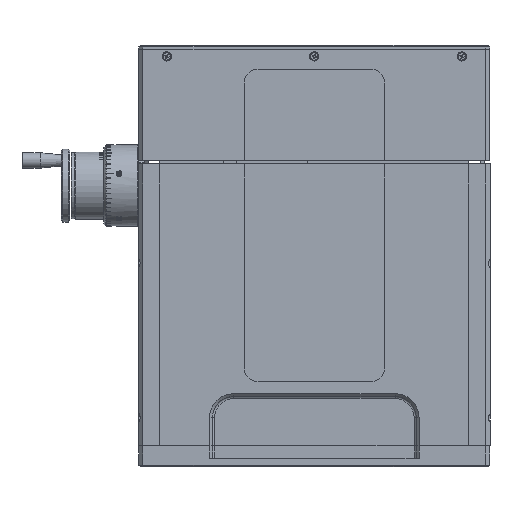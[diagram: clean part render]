
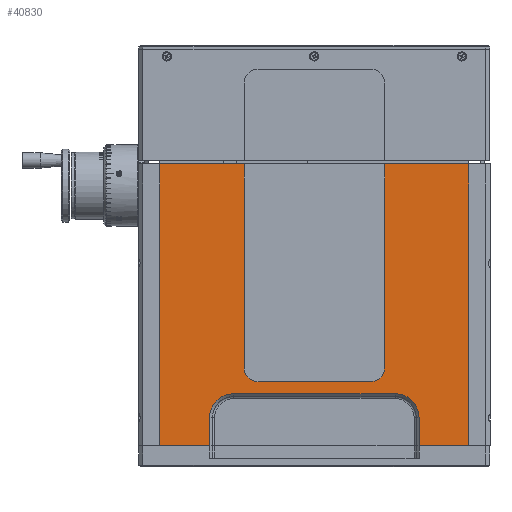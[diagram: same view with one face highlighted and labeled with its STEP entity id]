
A CAD part, left-side view. The second image highlights one B-rep face of the part: STEP entity #40830.
In plain terms, the highlighted planar face has unit normal (-1, 0, 0).
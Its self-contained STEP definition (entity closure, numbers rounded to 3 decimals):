
#574 = CARTESIAN_POINT ( 'NONE',  ( -160., 50., 215.5 ) ) ;
#620 = VECTOR ( 'NONE', #60595, 1000. ) ;
#982 = CARTESIAN_POINT ( 'NONE',  ( -160., 110., 215.5 ) ) ;
#2782 = DIRECTION ( 'NONE',  ( 0., 0., 1. ) ) ;
#2870 = ORIENTED_EDGE ( 'NONE', *, *, #44870, .F. ) ;
#3042 = LINE ( 'NONE', #574, #52179 ) ;
#3186 = LINE ( 'NONE', #52393, #21751 ) ;
#3227 = PLANE ( 'NONE',  #24240 ) ;
#3316 = EDGE_CURVE ( 'NONE', #31749, #14154, #59927, .T. ) ;
#3643 = CARTESIAN_POINT ( 'NONE',  ( -160., 110., 215.5 ) ) ;
#3812 = AXIS2_PLACEMENT_3D ( 'NONE', #48295, #19864, #10845 ) ;
#4970 = ORIENTED_EDGE ( 'NONE', *, *, #7316, .T. ) ;
#5106 = EDGE_CURVE ( 'NONE', #51794, #29979, #44608, .T. ) ;
#6499 = CARTESIAN_POINT ( 'NONE',  ( -160., 110., 15. ) ) ;
#6844 = CARTESIAN_POINT ( 'NONE',  ( -160., -74.5, 149. ) ) ;
#7056 = VERTEX_POINT ( 'NONE', #50779 ) ;
#7288 = ORIENTED_EDGE ( 'NONE', *, *, #17166, .F. ) ;
#7316 = EDGE_CURVE ( 'NONE', #32080, #32822, #49632, .T. ) ;
#8367 = CARTESIAN_POINT ( 'NONE',  ( -160., 110., 15. ) ) ;
#8587 = DIRECTION ( 'NONE',  ( 0., 1., 0. ) ) ;
#9268 = ORIENTED_EDGE ( 'NONE', *, *, #49661, .T. ) ;
#9387 = LINE ( 'NONE', #19827, #22750 ) ;
#9580 = DIRECTION ( 'NONE',  ( 0., -1., 0. ) ) ;
#9985 = VECTOR ( 'NONE', #50803, 1000. ) ;
#10593 = ORIENTED_EDGE ( 'NONE', *, *, #55397, .T. ) ;
#10845 = DIRECTION ( 'NONE',  ( 0., 0., 1. ) ) ;
#11246 = DIRECTION ( 'NONE',  ( 0., 1., 0. ) ) ;
#12819 = ORIENTED_EDGE ( 'NONE', *, *, #23849, .F. ) ;
#13156 = ORIENTED_EDGE ( 'NONE', *, *, #58463, .F. ) ;
#13984 = DIRECTION ( 'NONE',  ( 0., 0., 1. ) ) ;
#14154 = VERTEX_POINT ( 'NONE', #19882 ) ;
#14758 = ORIENTED_EDGE ( 'NONE', *, *, #5106, .F. ) ;
#14875 = CARTESIAN_POINT ( 'NONE',  ( -160., -40., 70.5 ) ) ;
#16247 = CARTESIAN_POINT ( 'NONE',  ( -160., -50., 215.5 ) ) ;
#17166 = EDGE_CURVE ( 'NONE', #58717, #50670, #20563, .T. ) ;
#18327 = CARTESIAN_POINT ( 'NONE',  ( -160., -74.5, 15. ) ) ;
#19827 = CARTESIAN_POINT ( 'NONE',  ( -160., 74.5, 149. ) ) ;
#19864 = DIRECTION ( 'NONE',  ( 1., 0., 0. ) ) ;
#19882 = CARTESIAN_POINT ( 'NONE',  ( -160., 110., 15. ) ) ;
#19897 = LINE ( 'NONE', #52645, #56236 ) ;
#20250 = ORIENTED_EDGE ( 'NONE', *, *, #37700, .T. ) ;
#20563 = LINE ( 'NONE', #8367, #45841 ) ;
#21612 = ORIENTED_EDGE ( 'NONE', *, *, #44192, .F. ) ;
#21751 = VECTOR ( 'NONE', #47189, 1000. ) ;
#22037 = ORIENTED_EDGE ( 'NONE', *, *, #49529, .T. ) ;
#22195 = CARTESIAN_POINT ( 'NONE',  ( -160., 57.5, 35. ) ) ;
#22750 = VECTOR ( 'NONE', #57998, 1000. ) ;
#23542 = CARTESIAN_POINT ( 'NONE',  ( -160., 110., 283. ) ) ;
#23849 = EDGE_CURVE ( 'NONE', #32080, #30524, #19897, .T. ) ;
#24240 = AXIS2_PLACEMENT_3D ( 'NONE', #60401, #31724, #46288 ) ;
#24755 = VECTOR ( 'NONE', #54606, 1000. ) ;
#25124 = VECTOR ( 'NONE', #30173, 1000. ) ;
#26736 = CARTESIAN_POINT ( 'NONE',  ( -160., -57.5, 35. ) ) ;
#28618 = LINE ( 'NONE', #58737, #9985 ) ;
#28911 = DIRECTION ( 'NONE',  ( 0., -1., 0. ) ) ;
#29979 = VERTEX_POINT ( 'NONE', #32017 ) ;
#30173 = DIRECTION ( 'NONE',  ( 0., 0., 1. ) ) ;
#30262 = VERTEX_POINT ( 'NONE', #982 ) ;
#30524 = VERTEX_POINT ( 'NONE', #42196 ) ;
#31724 = DIRECTION ( 'NONE',  ( 1., 0., 0. ) ) ;
#31749 = VERTEX_POINT ( 'NONE', #41925 ) ;
#31894 = DIRECTION ( 'NONE',  ( 1., 0., 0. ) ) ;
#32017 = CARTESIAN_POINT ( 'NONE',  ( -160., -110., 215.5 ) ) ;
#32034 = AXIS2_PLACEMENT_3D ( 'NONE', #22195, #60855, #32367 ) ;
#32080 = VERTEX_POINT ( 'NONE', #34788 ) ;
#32367 = DIRECTION ( 'NONE',  ( 0., 0., 1. ) ) ;
#32822 = VERTEX_POINT ( 'NONE', #54116 ) ;
#33172 = EDGE_CURVE ( 'NONE', #60816, #32822, #3042, .T. ) ;
#34788 = CARTESIAN_POINT ( 'NONE',  ( -160., 40., 60.5 ) ) ;
#36336 = VECTOR ( 'NONE', #13984, 1000. ) ;
#36495 = VERTEX_POINT ( 'NONE', #42445 ) ;
#37700 = EDGE_CURVE ( 'NONE', #7056, #58120, #57902, .T. ) ;
#37779 = LINE ( 'NONE', #16247, #25124 ) ;
#38521 = EDGE_CURVE ( 'NONE', #50450, #46506, #48757, .T. ) ;
#40830 = ADVANCED_FACE ( 'NONE', ( #52751 ), #3227, .F. ) ;
#41006 = CARTESIAN_POINT ( 'NONE',  ( -160., 74.5, 35. ) ) ;
#41090 = ORIENTED_EDGE ( 'NONE', *, *, #38521, .T. ) ;
#41193 = AXIS2_PLACEMENT_3D ( 'NONE', #26736, #31894, #2782 ) ;
#41925 = CARTESIAN_POINT ( 'NONE',  ( -160., 74.5, 15. ) ) ;
#42196 = CARTESIAN_POINT ( 'NONE',  ( -160., -40., 60.5 ) ) ;
#42445 = CARTESIAN_POINT ( 'NONE',  ( -160., -50., 70.5 ) ) ;
#44192 = EDGE_CURVE ( 'NONE', #30262, #60816, #57763, .T. ) ;
#44362 = CARTESIAN_POINT ( 'NONE',  ( -160., -50., 215.5 ) ) ;
#44396 = VECTOR ( 'NONE', #11246, 1000. ) ;
#44608 = LINE ( 'NONE', #3643, #620 ) ;
#44870 = EDGE_CURVE ( 'NONE', #29979, #58717, #28618, .T. ) ;
#45166 = VECTOR ( 'NONE', #28911, 1000. ) ;
#45841 = VECTOR ( 'NONE', #8587, 1000. ) ;
#46288 = DIRECTION ( 'NONE',  ( 0., 0., 1. ) ) ;
#46506 = VERTEX_POINT ( 'NONE', #49913 ) ;
#47189 = DIRECTION ( 'NONE',  ( 0., -1., 0. ) ) ;
#47944 = DIRECTION ( 'NONE',  ( 0., 0., 1. ) ) ;
#48295 = CARTESIAN_POINT ( 'NONE',  ( -160., 40., 70.5 ) ) ;
#48705 = ORIENTED_EDGE ( 'NONE', *, *, #33172, .F. ) ;
#48757 = CIRCLE ( 'NONE', #32034, 17. ) ;
#49207 = ORIENTED_EDGE ( 'NONE', *, *, #58153, .F. ) ;
#49529 = EDGE_CURVE ( 'NONE', #46506, #7056, #3186, .T. ) ;
#49632 = CIRCLE ( 'NONE', #3812, 10. ) ;
#49661 = EDGE_CURVE ( 'NONE', #58120, #50670, #58175, .T. ) ;
#49913 = CARTESIAN_POINT ( 'NONE',  ( -160., 57.5, 52. ) ) ;
#50346 = CARTESIAN_POINT ( 'NONE',  ( -160., -74.5, 35. ) ) ;
#50450 = VERTEX_POINT ( 'NONE', #41006 ) ;
#50670 = VERTEX_POINT ( 'NONE', #18327 ) ;
#50738 = ORIENTED_EDGE ( 'NONE', *, *, #56260, .T. ) ;
#50779 = CARTESIAN_POINT ( 'NONE',  ( -160., -57.5, 52. ) ) ;
#50803 = DIRECTION ( 'NONE',  ( 0., 0., -1. ) ) ;
#51686 = ORIENTED_EDGE ( 'NONE', *, *, #3316, .F. ) ;
#51794 = VERTEX_POINT ( 'NONE', #44362 ) ;
#52179 = VECTOR ( 'NONE', #53228, 1000. ) ;
#52362 = CARTESIAN_POINT ( 'NONE',  ( -160., -110., 15. ) ) ;
#52393 = CARTESIAN_POINT ( 'NONE',  ( -160., -57.5, 52. ) ) ;
#52645 = CARTESIAN_POINT ( 'NONE',  ( -160., -50., 60.5 ) ) ;
#52751 = FACE_OUTER_BOUND ( 'NONE', #60045, .T. ) ;
#53148 = DIRECTION ( 'NONE',  ( 1., 0., 0. ) ) ;
#53228 = DIRECTION ( 'NONE',  ( 0., 0., -1. ) ) ;
#53493 = AXIS2_PLACEMENT_3D ( 'NONE', #14875, #53148, #47944 ) ;
#53941 = CARTESIAN_POINT ( 'NONE',  ( -160., 50., 215.5 ) ) ;
#54116 = CARTESIAN_POINT ( 'NONE',  ( -160., 50., 70.5 ) ) ;
#54606 = DIRECTION ( 'NONE',  ( 0., 0., -1. ) ) ;
#55397 = EDGE_CURVE ( 'NONE', #31749, #50450, #9387, .T. ) ;
#56236 = VECTOR ( 'NONE', #9580, 1000. ) ;
#56260 = EDGE_CURVE ( 'NONE', #36495, #30524, #58927, .T. ) ;
#57092 = LINE ( 'NONE', #23542, #36336 ) ;
#57334 = CARTESIAN_POINT ( 'NONE',  ( -160., 110., 215.5 ) ) ;
#57763 = LINE ( 'NONE', #57334, #45166 ) ;
#57902 = CIRCLE ( 'NONE', #41193, 17. ) ;
#57998 = DIRECTION ( 'NONE',  ( 0., 0., 1. ) ) ;
#58120 = VERTEX_POINT ( 'NONE', #50346 ) ;
#58153 = EDGE_CURVE ( 'NONE', #14154, #30262, #57092, .T. ) ;
#58175 = LINE ( 'NONE', #6844, #24755 ) ;
#58463 = EDGE_CURVE ( 'NONE', #36495, #51794, #37779, .T. ) ;
#58717 = VERTEX_POINT ( 'NONE', #52362 ) ;
#58737 = CARTESIAN_POINT ( 'NONE',  ( -160., -110., 283. ) ) ;
#58927 = CIRCLE ( 'NONE', #53493, 10. ) ;
#59927 = LINE ( 'NONE', #6499, #44396 ) ;
#60045 = EDGE_LOOP ( 'NONE', ( #20250, #9268, #7288, #2870, #14758, #13156, #50738, #12819, #4970, #48705, #21612, #49207, #51686, #10593, #41090, #22037 ) ) ;
#60401 = CARTESIAN_POINT ( 'NONE',  ( -160., 0., 149. ) ) ;
#60595 = DIRECTION ( 'NONE',  ( 0., -1., 0. ) ) ;
#60816 = VERTEX_POINT ( 'NONE', #53941 ) ;
#60855 = DIRECTION ( 'NONE',  ( 1., 0., 0. ) ) ;
